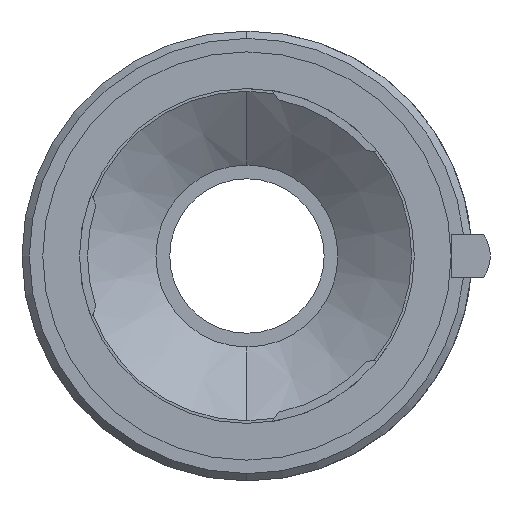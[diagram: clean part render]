
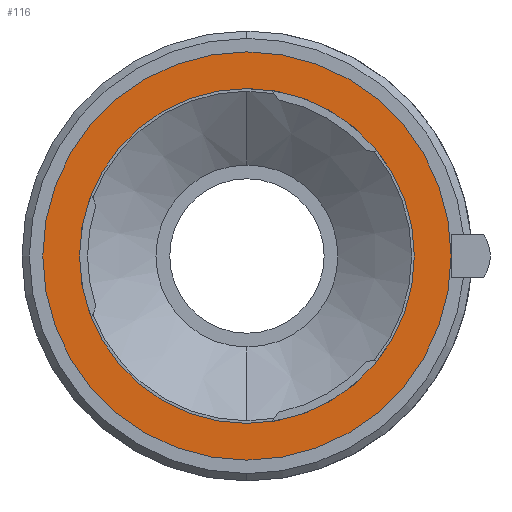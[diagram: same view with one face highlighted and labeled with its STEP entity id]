
A CAD part, left-side view. The second image highlights one B-rep face of the part: STEP entity #116.
In plain terms, the highlighted planar face has unit normal (-1, 0, 0).
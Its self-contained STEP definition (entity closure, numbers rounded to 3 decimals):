
#116 = ADVANCED_FACE ( 'NONE', ( #1931, #696 ), #1377, .T. ) ;
#220 = AXIS2_PLACEMENT_3D ( 'NONE', #1402, #803, #1707 ) ;
#224 = DIRECTION ( 'NONE',  ( 0., 0., -1. ) ) ;
#361 = AXIS2_PLACEMENT_3D ( 'NONE', #1530, #625, #1688 ) ;
#421 = DIRECTION ( 'NONE',  ( 0., 0., -1. ) ) ;
#468 = CIRCLE ( 'NONE', #980, 23.37 ) ;
#493 = CIRCLE ( 'NONE', #220, 28.5 ) ;
#507 = AXIS2_PLACEMENT_3D ( 'NONE', #520, #1905, #224 ) ;
#520 = CARTESIAN_POINT ( 'NONE',  ( 0., 0., 0. ) ) ;
#575 = CIRCLE ( 'NONE', #1815, 23.37 ) ;
#585 = EDGE_CURVE ( 'NONE', #1373, #1043, #1324, .T. ) ;
#601 = DIRECTION ( 'NONE',  ( 1., 0., 0. ) ) ;
#625 = DIRECTION ( 'NONE',  ( -1., 0., 0. ) ) ;
#689 = EDGE_CURVE ( 'NONE', #1047, #1738, #575, .T. ) ;
#696 = FACE_OUTER_BOUND ( 'NONE', #1915, .T. ) ;
#714 = DIRECTION ( 'NONE',  ( 1., 0., 0. ) ) ;
#803 = DIRECTION ( 'NONE',  ( 1., 0., 0. ) ) ;
#980 = AXIS2_PLACEMENT_3D ( 'NONE', #1498, #601, #1179 ) ;
#996 = CARTESIAN_POINT ( 'NONE',  ( 0., 0., 0. ) ) ;
#1043 = VERTEX_POINT ( 'NONE', #1672 ) ;
#1047 = VERTEX_POINT ( 'NONE', #1713 ) ;
#1072 = EDGE_CURVE ( 'NONE', #1043, #1373, #493, .T. ) ;
#1086 = CARTESIAN_POINT ( 'NONE',  ( 0., 0., 23.37 ) ) ;
#1179 = DIRECTION ( 'NONE',  ( 0., 0., -1. ) ) ;
#1258 = ORIENTED_EDGE ( 'NONE', *, *, #585, .F. ) ;
#1324 = CIRCLE ( 'NONE', #507, 28.5 ) ;
#1373 = VERTEX_POINT ( 'NONE', #1885 ) ;
#1377 = PLANE ( 'NONE',  #361 ) ;
#1402 = CARTESIAN_POINT ( 'NONE',  ( 0., 0., 0. ) ) ;
#1498 = CARTESIAN_POINT ( 'NONE',  ( 0., 0., 0. ) ) ;
#1524 = ORIENTED_EDGE ( 'NONE', *, *, #1072, .F. ) ;
#1530 = CARTESIAN_POINT ( 'NONE',  ( 0., 23.37, 0. ) ) ;
#1620 = ORIENTED_EDGE ( 'NONE', *, *, #689, .T. ) ;
#1672 = CARTESIAN_POINT ( 'NONE',  ( 0., 0., 28.5 ) ) ;
#1676 = EDGE_LOOP ( 'NONE', ( #1620, #1681 ) ) ;
#1681 = ORIENTED_EDGE ( 'NONE', *, *, #1942, .T. ) ;
#1688 = DIRECTION ( 'NONE',  ( 0., 0., 1. ) ) ;
#1707 = DIRECTION ( 'NONE',  ( 0., 0., -1. ) ) ;
#1713 = CARTESIAN_POINT ( 'NONE',  ( 0., 0., -23.37 ) ) ;
#1738 = VERTEX_POINT ( 'NONE', #1086 ) ;
#1815 = AXIS2_PLACEMENT_3D ( 'NONE', #996, #714, #421 ) ;
#1885 = CARTESIAN_POINT ( 'NONE',  ( 0., 0., -28.5 ) ) ;
#1905 = DIRECTION ( 'NONE',  ( 1., 0., 0. ) ) ;
#1915 = EDGE_LOOP ( 'NONE', ( #1258, #1524 ) ) ;
#1931 = FACE_BOUND ( 'NONE', #1676, .T. ) ;
#1942 = EDGE_CURVE ( 'NONE', #1738, #1047, #468, .T. ) ;
